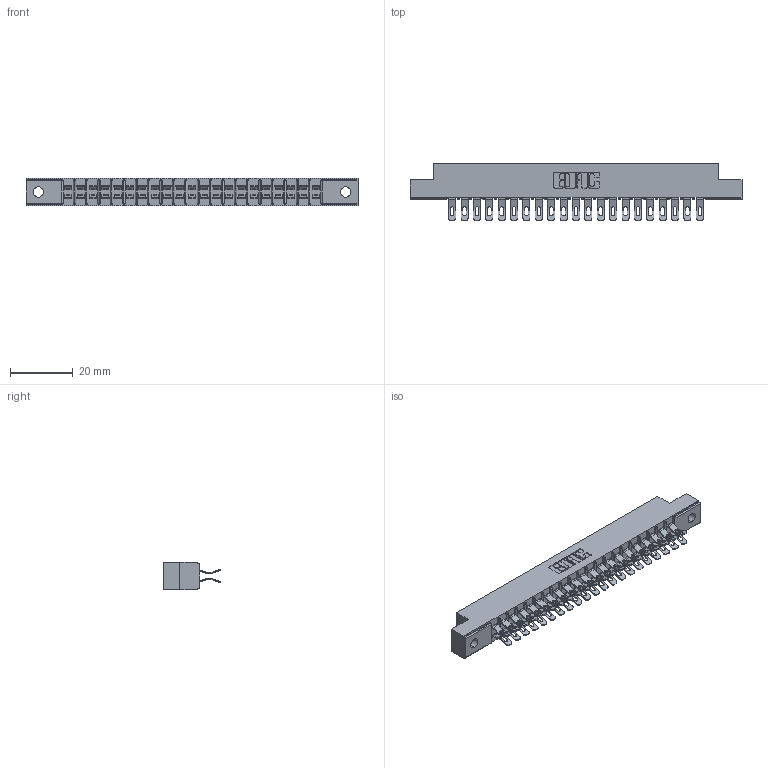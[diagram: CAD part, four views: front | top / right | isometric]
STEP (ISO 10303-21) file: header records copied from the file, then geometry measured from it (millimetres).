
FILE_DESCRIPTION (( 'STEP AP203' ), '1' );
FILE_NAME ('355-042-555-202.STEP', '2019-09-11T13:47:33', ( '' ), ( '' ), 'SwSTEP 2.0', 'SolidWorks 2016', '' );
FILE_SCHEMA (( 'CONFIG_CONTROL_DESIGN' ));
Length unit declared in the file: inch
Products named in the file (3): 355-042-555-202; 305-290-001_555; 305 Part_.128 Dia
Assembly tree (43 placements, depth 2):
  355-042-555-202
    305 Part_.128 Dia
    305-290-001_555  x42
Bounding box: 106.22 x 18.41 x 8.71 mm (x, y, z)
Volume: 6746.8 mm3; surface area: 13153.6 mm2
Topology: 43 solids, 43 shells, 2888 faces, 8611 edges, 5626 vertices
Faces by surface type: plane 1412, cylinder 1392, sphere 84
Entity records: 25920 total; most frequent: CARTESIAN_POINT 4307, ORIENTED_EDGE 4262, DIRECTION 4177, EDGE_CURVE 2131, LINE 1681, VECTOR 1681, VERTEX_POINT 1362, AXIS2_PLACEMENT_3D 1248
